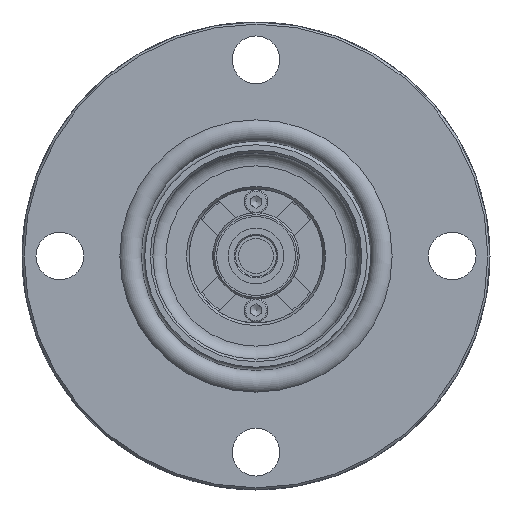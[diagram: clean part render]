
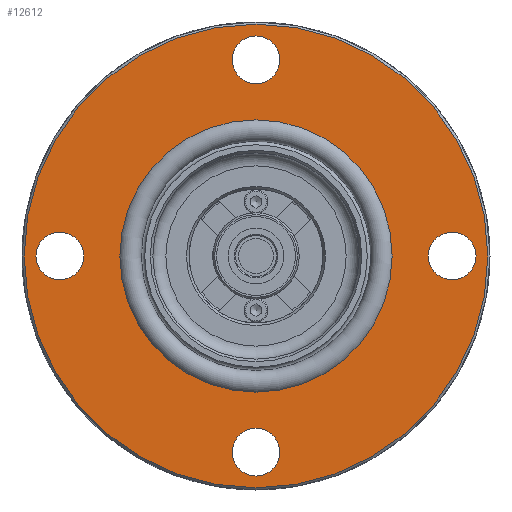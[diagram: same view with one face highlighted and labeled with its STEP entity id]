
A CAD part, left-side view. The second image highlights one B-rep face of the part: STEP entity #12612.
In plain terms, the highlighted planar face has unit normal (-1, 0, 0).
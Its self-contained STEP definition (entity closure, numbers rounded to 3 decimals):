
#556=FACE_BOUND('',#3971,.T.);
#557=FACE_BOUND('',#3972,.T.);
#558=FACE_BOUND('',#3973,.T.);
#559=FACE_BOUND('',#3974,.T.);
#560=FACE_BOUND('',#3975,.T.);
#714=PLANE('',#13444);
#987=CIRCLE('',#13445,53.475);
#988=CIRCLE('',#13446,31.4);
#989=CIRCLE('',#13447,31.4);
#990=CIRCLE('',#13448,5.5);
#991=CIRCLE('',#13449,5.5);
#992=CIRCLE('',#13450,5.5);
#993=CIRCLE('',#13451,5.5);
#3230=FACE_OUTER_BOUND('',#3970,.T.);
#3970=EDGE_LOOP('',(#8830));
#3971=EDGE_LOOP('',(#8831,#8832));
#3972=EDGE_LOOP('',(#8833));
#3973=EDGE_LOOP('',(#8834));
#3974=EDGE_LOOP('',(#8835));
#3975=EDGE_LOOP('',(#8836));
#5352=VERTEX_POINT('',#18121);
#5353=VERTEX_POINT('',#18123);
#5354=VERTEX_POINT('',#18124);
#5355=VERTEX_POINT('',#18127);
#5356=VERTEX_POINT('',#18129);
#5357=VERTEX_POINT('',#18131);
#5358=VERTEX_POINT('',#18133);
#6725=EDGE_CURVE('',#5352,#5352,#987,.T.);
#6726=EDGE_CURVE('',#5353,#5354,#988,.T.);
#6727=EDGE_CURVE('',#5354,#5353,#989,.T.);
#6728=EDGE_CURVE('',#5355,#5355,#990,.T.);
#6729=EDGE_CURVE('',#5356,#5356,#991,.T.);
#6730=EDGE_CURVE('',#5357,#5357,#992,.T.);
#6731=EDGE_CURVE('',#5358,#5358,#993,.T.);
#8830=ORIENTED_EDGE('',*,*,#6725,.F.);
#8831=ORIENTED_EDGE('',*,*,#6726,.T.);
#8832=ORIENTED_EDGE('',*,*,#6727,.T.);
#8833=ORIENTED_EDGE('',*,*,#6728,.T.);
#8834=ORIENTED_EDGE('',*,*,#6729,.T.);
#8835=ORIENTED_EDGE('',*,*,#6730,.T.);
#8836=ORIENTED_EDGE('',*,*,#6731,.T.);
#12612=ADVANCED_FACE('',(#3230,#556,#557,#558,#559,#560),#714,.T.);
#13444=AXIS2_PLACEMENT_3D('',#18120,#14700,#14701);
#13445=AXIS2_PLACEMENT_3D('',#18122,#14702,#14703);
#13446=AXIS2_PLACEMENT_3D('',#18125,#14704,#14705);
#13447=AXIS2_PLACEMENT_3D('',#18126,#14706,#14707);
#13448=AXIS2_PLACEMENT_3D('',#18128,#14708,#14709);
#13449=AXIS2_PLACEMENT_3D('',#18130,#14710,#14711);
#13450=AXIS2_PLACEMENT_3D('',#18132,#14712,#14713);
#13451=AXIS2_PLACEMENT_3D('',#18134,#14714,#14715);
#14700=DIRECTION('center_axis',(-1.,0.,0.));
#14701=DIRECTION('ref_axis',(0.,0.,1.));
#14702=DIRECTION('center_axis',(1.,0.,0.));
#14703=DIRECTION('ref_axis',(0.,-1.,0.));
#14704=DIRECTION('center_axis',(1.,0.,0.));
#14705=DIRECTION('ref_axis',(0.,0.,1.));
#14706=DIRECTION('center_axis',(1.,0.,0.));
#14707=DIRECTION('ref_axis',(0.,0.,1.));
#14708=DIRECTION('center_axis',(1.,0.,0.));
#14709=DIRECTION('ref_axis',(0.,1.,0.));
#14710=DIRECTION('center_axis',(1.,0.,0.));
#14711=DIRECTION('ref_axis',(0.,0.,-1.));
#14712=DIRECTION('center_axis',(1.,0.,0.));
#14713=DIRECTION('ref_axis',(0.,-1.,0.));
#14714=DIRECTION('center_axis',(1.,0.,0.));
#14715=DIRECTION('ref_axis',(0.,0.,1.));
#18120=CARTESIAN_POINT('Origin',(0.,0.,0.));
#18121=CARTESIAN_POINT('',(0.,53.475,0.));
#18122=CARTESIAN_POINT('Origin',(0.,0.,0.));
#18123=CARTESIAN_POINT('',(0.,0.,31.4));
#18124=CARTESIAN_POINT('',(0.,0.,-31.4));
#18125=CARTESIAN_POINT('Origin',(0.,0.,0.));
#18126=CARTESIAN_POINT('Origin',(0.,0.,0.));
#18127=CARTESIAN_POINT('',(0.,39.75,0.));
#18128=CARTESIAN_POINT('Origin',(0.,45.25,0.));
#18129=CARTESIAN_POINT('',(0.,0.,-39.75));
#18130=CARTESIAN_POINT('Origin',(0.,0.,-45.25));
#18131=CARTESIAN_POINT('',(0.,-39.75,0.));
#18132=CARTESIAN_POINT('Origin',(0.,-45.25,0.));
#18133=CARTESIAN_POINT('',(0.,0.,39.75));
#18134=CARTESIAN_POINT('Origin',(0.,0.,45.25));
